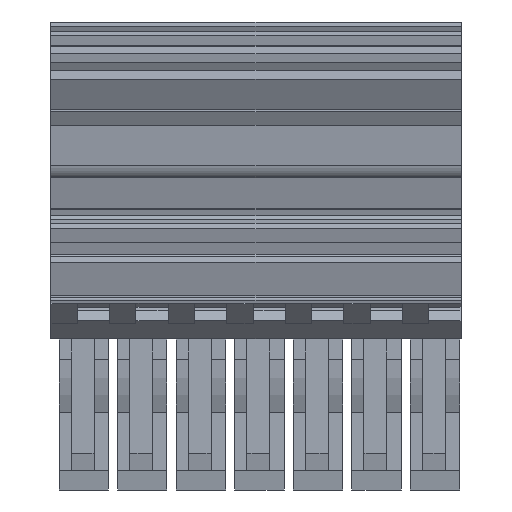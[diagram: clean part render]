
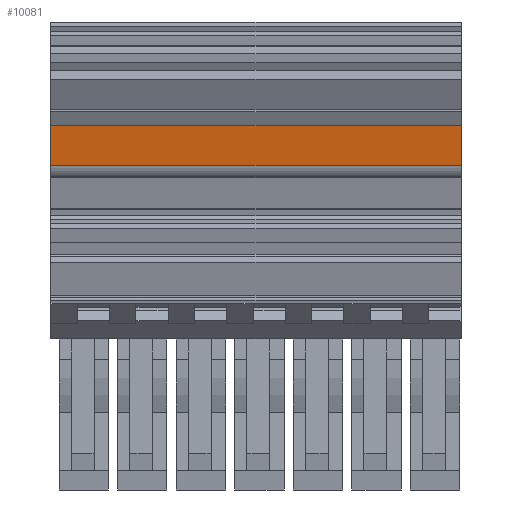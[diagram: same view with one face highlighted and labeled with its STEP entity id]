
A CAD part, front view. The second image highlights one B-rep face of the part: STEP entity #10081.
In plain terms, the highlighted planar face has unit normal (0, -0.989, -0.149).
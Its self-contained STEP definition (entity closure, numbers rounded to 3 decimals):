
#10068=AXIS2_PLACEMENT_3D('Plane Axis2P3D',#10065,#10066,#10067) ;
#1930=CARTESIAN_POINT('Vertex',(0.,0.531,28.227)) ;
#1933=CARTESIAN_POINT('Line Origine',(0.,0.265,29.988)) ;
#1937=CARTESIAN_POINT('Vertex',(0.,0.,31.75)) ;
#2686=CARTESIAN_POINT('Vertex',(35.7,0.,31.75)) ;
#2689=CARTESIAN_POINT('Line Origine',(35.7,0.265,29.988)) ;
#2693=CARTESIAN_POINT('Vertex',(35.7,0.531,28.227)) ;
#10053=CARTESIAN_POINT('Line Origine',(17.85,0.531,28.227)) ;
#10065=CARTESIAN_POINT('Axis2P3D Location',(35.7,0.087,31.176)) ;
#10070=CARTESIAN_POINT('Line Origine',(17.85,0.,31.75)) ;
#1934=DIRECTION('Vector Direction',(0.,-0.149,0.989)) ;
#2690=DIRECTION('Vector Direction',(0.,-0.149,0.989)) ;
#10054=DIRECTION('Vector Direction',(1.,0.,0.)) ;
#10066=DIRECTION('Axis2P3D Direction',(-0.,0.989,0.149)) ;
#10067=DIRECTION('Axis2P3D XDirection',(0.,-0.149,0.989)) ;
#10071=DIRECTION('Vector Direction',(-1.,0.,0.)) ;
#1935=VECTOR('Line Direction',#1934,1.) ;
#2691=VECTOR('Line Direction',#2690,1.) ;
#10055=VECTOR('Line Direction',#10054,1.) ;
#10072=VECTOR('Line Direction',#10071,1.) ;
#10076=ORIENTED_EDGE('',*,*,#10074,.T.) ;
#10077=ORIENTED_EDGE('',*,*,#1939,.T.) ;
#10078=ORIENTED_EDGE('',*,*,#10057,.F.) ;
#10079=ORIENTED_EDGE('',*,*,#2695,.F.) ;
#10081=ADVANCED_FACE('V1',(#10080),#10069,.F.) ;
#1939=EDGE_CURVE('',#1938,#1931,#1936,.F.) ;
#2695=EDGE_CURVE('',#2687,#2694,#2692,.F.) ;
#10057=EDGE_CURVE('',#2694,#1931,#10056,.F.) ;
#10074=EDGE_CURVE('',#2687,#1938,#10073,.T.) ;
#10075=EDGE_LOOP('',(#10076,#10077,#10078,#10079)) ;
#10080=FACE_OUTER_BOUND('',#10075,.T.) ;
#1936=LINE('Line',#1933,#1935) ;
#2692=LINE('Line',#2689,#2691) ;
#10056=LINE('Line',#10053,#10055) ;
#10073=LINE('Line',#10070,#10072) ;
#10069=PLANE('',#10068) ;
#1931=VERTEX_POINT('',#1930) ;
#1938=VERTEX_POINT('',#1937) ;
#2687=VERTEX_POINT('',#2686) ;
#2694=VERTEX_POINT('',#2693) ;
